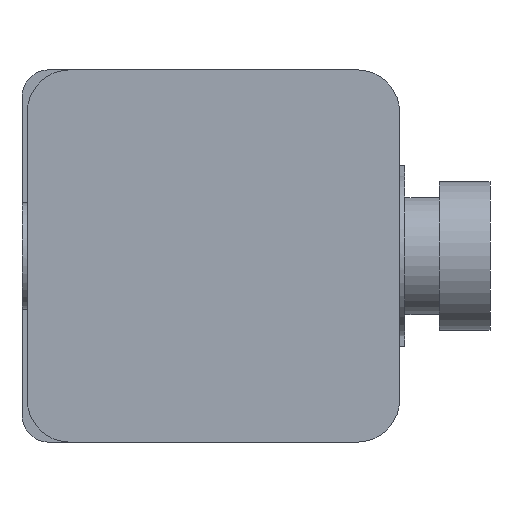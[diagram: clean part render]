
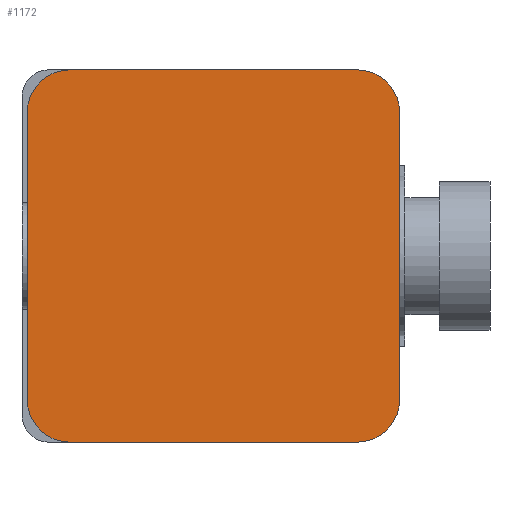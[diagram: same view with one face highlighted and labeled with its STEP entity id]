
A CAD part, front view. The second image highlights one B-rep face of the part: STEP entity #1172.
In plain terms, the highlighted planar face has unit normal (0, -1, 0).
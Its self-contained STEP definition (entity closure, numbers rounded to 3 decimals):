
#23 = DIRECTION ( 'NONE',  ( 0., -1., 0. ) ) ;
#89 = DIRECTION ( 'NONE',  ( 1., 0., 0. ) ) ;
#122 = AXIS2_PLACEMENT_3D ( 'NONE', #826, #248, #1025 ) ;
#206 = VECTOR ( 'NONE', #1048, 1000. ) ;
#220 = CARTESIAN_POINT ( 'NONE',  ( 27., -57.5, 27. ) ) ;
#248 = DIRECTION ( 'NONE',  ( 0., -1., 0. ) ) ;
#255 = EDGE_CURVE ( 'NONE', #1330, #1858, #1581, .T. ) ;
#257 = DIRECTION ( 'NONE',  ( 0., -1., 0. ) ) ;
#259 = LINE ( 'NONE', #679, #206 ) ;
#302 = CARTESIAN_POINT ( 'NONE',  ( 0., -57.5, 0. ) ) ;
#383 = AXIS2_PLACEMENT_3D ( 'NONE', #472, #1875, #2422 ) ;
#407 = EDGE_CURVE ( 'NONE', #413, #2408, #1192, .T. ) ;
#413 = VERTEX_POINT ( 'NONE', #1332 ) ;
#438 = VECTOR ( 'NONE', #739, 1000. ) ;
#457 = AXIS2_PLACEMENT_3D ( 'NONE', #2066, #257, #1228 ) ;
#472 = CARTESIAN_POINT ( 'NONE',  ( 27., -57.5, -27. ) ) ;
#518 = EDGE_CURVE ( 'NONE', #1732, #892, #2224, .T. ) ;
#563 = DIRECTION ( 'NONE',  ( 0., 0., 1. ) ) ;
#596 = CIRCLE ( 'NONE', #383, 8. ) ;
#679 = CARTESIAN_POINT ( 'NONE',  ( 27., -57.5, 35. ) ) ;
#698 = ORIENTED_EDGE ( 'NONE', *, *, #1726, .T. ) ;
#712 = DIRECTION ( 'NONE',  ( 0., 1., 0. ) ) ;
#739 = DIRECTION ( 'NONE',  ( 0., 0., -1. ) ) ;
#799 = ORIENTED_EDGE ( 'NONE', *, *, #255, .T. ) ;
#815 = CARTESIAN_POINT ( 'NONE',  ( 35., -57.5, -27. ) ) ;
#826 = CARTESIAN_POINT ( 'NONE',  ( -27., -57.5, -27. ) ) ;
#862 = VECTOR ( 'NONE', #89, 1000. ) ;
#892 = VERTEX_POINT ( 'NONE', #2242 ) ;
#1023 = VERTEX_POINT ( 'NONE', #815 ) ;
#1025 = DIRECTION ( 'NONE',  ( 0., 0., 1. ) ) ;
#1048 = DIRECTION ( 'NONE',  ( -1., 0., 0. ) ) ;
#1058 = ORIENTED_EDGE ( 'NONE', *, *, #1230, .T. ) ;
#1067 = DIRECTION ( 'NONE',  ( 0., 0., 1. ) ) ;
#1085 = VERTEX_POINT ( 'NONE', #2153 ) ;
#1109 = CARTESIAN_POINT ( 'NONE',  ( 35., -57.5, 27. ) ) ;
#1164 = CARTESIAN_POINT ( 'NONE',  ( -35., -57.5, 27. ) ) ;
#1172 = ADVANCED_FACE ( 'NONE', ( #1450 ), #1279, .F. ) ;
#1189 = ORIENTED_EDGE ( 'NONE', *, *, #518, .T. ) ;
#1192 = CIRCLE ( 'NONE', #1521, 8. ) ;
#1225 = VECTOR ( 'NONE', #1477, 1000. ) ;
#1228 = DIRECTION ( 'NONE',  ( 0., 0., -1. ) ) ;
#1230 = EDGE_CURVE ( 'NONE', #1023, #413, #2487, .T. ) ;
#1278 = EDGE_CURVE ( 'NONE', #1858, #1085, #1351, .T. ) ;
#1279 = PLANE ( 'NONE',  #1394 ) ;
#1281 = CARTESIAN_POINT ( 'NONE',  ( -35., -57.5, 27. ) ) ;
#1330 = VERTEX_POINT ( 'NONE', #2529 ) ;
#1332 = CARTESIAN_POINT ( 'NONE',  ( 35., -57.5, 27. ) ) ;
#1351 = LINE ( 'NONE', #1164, #438 ) ;
#1394 = AXIS2_PLACEMENT_3D ( 'NONE', #302, #712, #1067 ) ;
#1450 = FACE_OUTER_BOUND ( 'NONE', #1978, .T. ) ;
#1477 = DIRECTION ( 'NONE',  ( 0., 0., 1. ) ) ;
#1521 = AXIS2_PLACEMENT_3D ( 'NONE', #220, #23, #563 ) ;
#1581 = CIRCLE ( 'NONE', #457, 8. ) ;
#1607 = CARTESIAN_POINT ( 'NONE',  ( 27., -57.5, 35. ) ) ;
#1726 = EDGE_CURVE ( 'NONE', #1085, #1732, #1814, .T. ) ;
#1732 = VERTEX_POINT ( 'NONE', #2409 ) ;
#1814 = CIRCLE ( 'NONE', #122, 8. ) ;
#1858 = VERTEX_POINT ( 'NONE', #1281 ) ;
#1875 = DIRECTION ( 'NONE',  ( 0., -1., 0. ) ) ;
#1978 = EDGE_LOOP ( 'NONE', ( #2385, #2350, #799, #2512, #698, #1189, #2531, #1058 ) ) ;
#2066 = CARTESIAN_POINT ( 'NONE',  ( -27., -57.5, 27. ) ) ;
#2153 = CARTESIAN_POINT ( 'NONE',  ( -35., -57.5, -27. ) ) ;
#2224 = LINE ( 'NONE', #2269, #862 ) ;
#2242 = CARTESIAN_POINT ( 'NONE',  ( 27., -57.5, -35. ) ) ;
#2269 = CARTESIAN_POINT ( 'NONE',  ( 27., -57.5, -35. ) ) ;
#2345 = EDGE_CURVE ( 'NONE', #2408, #1330, #259, .T. ) ;
#2350 = ORIENTED_EDGE ( 'NONE', *, *, #2345, .T. ) ;
#2385 = ORIENTED_EDGE ( 'NONE', *, *, #407, .T. ) ;
#2408 = VERTEX_POINT ( 'NONE', #1607 ) ;
#2409 = CARTESIAN_POINT ( 'NONE',  ( -27., -57.5, -35. ) ) ;
#2422 = DIRECTION ( 'NONE',  ( 0., 0., 1. ) ) ;
#2445 = EDGE_CURVE ( 'NONE', #892, #1023, #596, .T. ) ;
#2487 = LINE ( 'NONE', #1109, #1225 ) ;
#2512 = ORIENTED_EDGE ( 'NONE', *, *, #1278, .T. ) ;
#2529 = CARTESIAN_POINT ( 'NONE',  ( -27., -57.5, 35. ) ) ;
#2531 = ORIENTED_EDGE ( 'NONE', *, *, #2445, .T. ) ;
